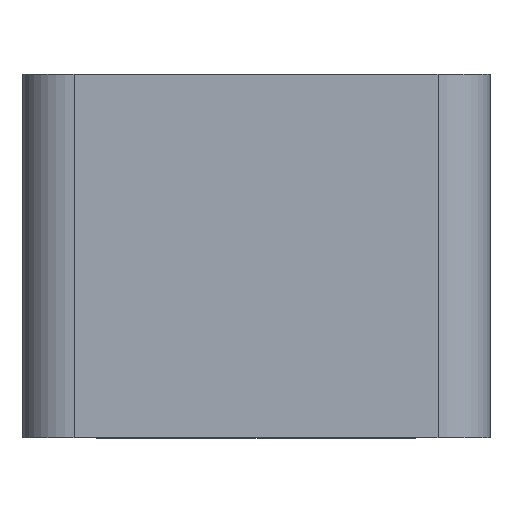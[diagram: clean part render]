
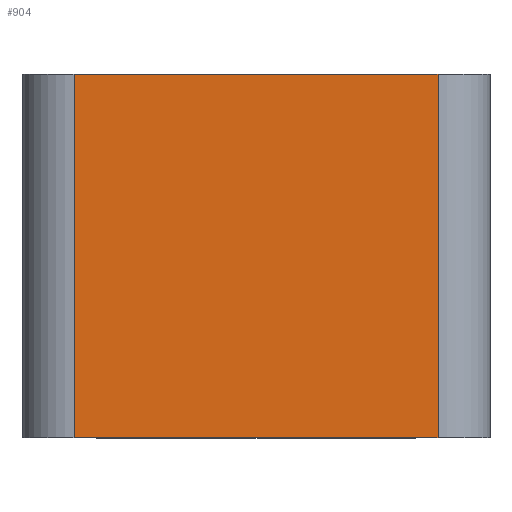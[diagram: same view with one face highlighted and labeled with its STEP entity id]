
A CAD part, front view. The second image highlights one B-rep face of the part: STEP entity #904.
In plain terms, the highlighted planar face has unit normal (0, -1, 0).
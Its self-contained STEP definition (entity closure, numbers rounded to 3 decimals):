
#574=CARTESIAN_POINT('',(-2.,-14.0,13.));
#575=VERTEX_POINT('',#574);
#583=CARTESIAN_POINT('',(12.,-14.,13.));
#584=VERTEX_POINT('',#583);
#585=CARTESIAN_POINT('',(12.,-14.,13.));
#586=DIRECTION('',(-1.0,0.0,0.0));
#587=VECTOR('',#586,14.);
#588=LINE('',#585,#587);
#589=EDGE_CURVE('',#584,#575,#588,.T.);
#696=CARTESIAN_POINT('',(12.,-14.,-1.0));
#697=VERTEX_POINT('',#696);
#705=CARTESIAN_POINT('',(-2.,-14.0,-1.0));
#706=VERTEX_POINT('',#705);
#707=CARTESIAN_POINT('',(-2.,-14.,-1.0));
#708=DIRECTION('',(1.0,0.0,0.0));
#709=VECTOR('',#708,14.);
#710=LINE('',#707,#709);
#711=EDGE_CURVE('',#706,#697,#710,.T.);
#770=CARTESIAN_POINT('',(-2.,-14.0,-1.0));
#771=DIRECTION('',(0.0,0.0,1.0));
#772=VECTOR('',#771,14.);
#773=LINE('',#770,#772);
#774=EDGE_CURVE('',#706,#575,#773,.T.);
#800=CARTESIAN_POINT('',(12.,-14.,13.));
#801=DIRECTION('',(0.0,0.0,-1.0));
#802=VECTOR('',#801,14.);
#803=LINE('',#800,#802);
#804=EDGE_CURVE('',#584,#697,#803,.T.);
#893=CARTESIAN_POINT('',(14.,-14.,0.0));
#894=DIRECTION('',(0.0,-1.0,0.0));
#895=DIRECTION('',(0.0,0.0,-1.0));
#896=AXIS2_PLACEMENT_3D('',#893,#894,#895);
#897=PLANE('',#896);
#898=ORIENTED_EDGE('',*,*,#774,.F.);
#899=ORIENTED_EDGE('',*,*,#711,.T.);
#900=ORIENTED_EDGE('',*,*,#804,.F.);
#901=ORIENTED_EDGE('',*,*,#589,.T.);
#902=EDGE_LOOP('',(#898,#899,#900,#901));
#903=FACE_OUTER_BOUND('',#902,.T.);
#904=ADVANCED_FACE('',(#903),#897,.T.);
